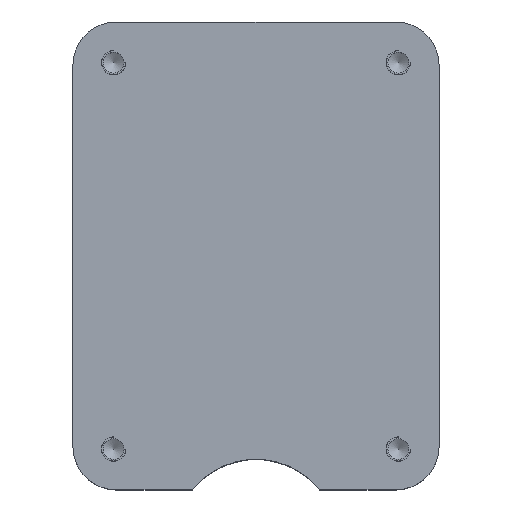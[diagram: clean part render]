
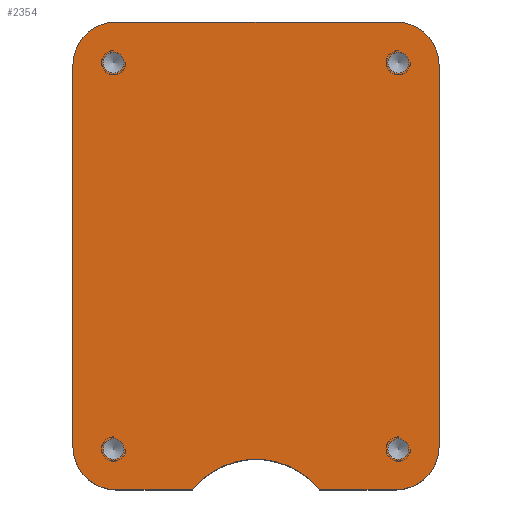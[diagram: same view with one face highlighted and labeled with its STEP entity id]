
A CAD part, top view. The second image highlights one B-rep face of the part: STEP entity #2354.
In plain terms, the highlighted planar face has unit normal (0, 0, 1).
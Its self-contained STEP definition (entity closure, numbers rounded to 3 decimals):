
#684=FACE_BOUND('',#4142,.T.);
#685=FACE_BOUND('',#4143,.T.);
#686=FACE_BOUND('',#4144,.T.);
#687=FACE_BOUND('',#4145,.T.);
#688=FACE_BOUND('',#4146,.T.);
#689=FACE_BOUND('',#4147,.T.);
#690=FACE_BOUND('',#4148,.T.);
#691=FACE_BOUND('',#4149,.T.);
#692=FACE_BOUND('',#4150,.T.);
#903=LINE('',#17978,#1628);
#904=LINE('',#17983,#1629);
#905=LINE('',#17988,#1630);
#906=LINE('',#17993,#1631);
#907=LINE('',#17998,#1632);
#908=LINE('',#18003,#1633);
#909=LINE('',#18007,#1634);
#910=LINE('',#18011,#1635);
#911=LINE('',#18015,#1636);
#912=LINE('',#18020,#1637);
#913=LINE('',#18025,#1638);
#914=LINE('',#18030,#1639);
#915=LINE('',#18035,#1640);
#1628=VECTOR('',#14581,1.);
#1629=VECTOR('',#14584,1.);
#1630=VECTOR('',#14589,1.);
#1631=VECTOR('',#14592,1.);
#1632=VECTOR('',#14597,1.);
#1633=VECTOR('',#14600,1.);
#1634=VECTOR('',#14603,1.);
#1635=VECTOR('',#14606,1.);
#1636=VECTOR('',#14609,1.);
#1637=VECTOR('',#14614,1.);
#1638=VECTOR('',#14617,1.);
#1639=VECTOR('',#14622,1.);
#1640=VECTOR('',#14625,1.);
#2354=ADVANCED_FACE('',(#684,#685,#686,#687,#688,#689,#690,#691,#692),#3145,
 .F.);
#3145=PLANE('',#13279);
#4142=EDGE_LOOP('',(#5561,#5562,#5563,#5564));
#4143=EDGE_LOOP('',(#5565));
#4144=EDGE_LOOP('',(#5566,#5567,#5568,#5569));
#4145=EDGE_LOOP('',(#5570));
#4146=EDGE_LOOP('',(#5571,#5572,#5573,#5574,#5575,#5576,#5577,#5578,#5579,
#5580));
#4147=EDGE_LOOP('',(#5581));
#4148=EDGE_LOOP('',(#5582,#5583,#5584,#5585));
#4149=EDGE_LOOP('',(#5586));
#4150=EDGE_LOOP('',(#5587,#5588,#5589,#5590));
#5561=ORIENTED_EDGE('',*,*,#10698,.F.);
#5562=ORIENTED_EDGE('',*,*,#10699,.T.);
#5563=ORIENTED_EDGE('',*,*,#10700,.F.);
#5564=ORIENTED_EDGE('',*,*,#10701,.F.);
#5565=ORIENTED_EDGE('',*,*,#10702,.T.);
#5566=ORIENTED_EDGE('',*,*,#10703,.F.);
#5567=ORIENTED_EDGE('',*,*,#10704,.T.);
#5568=ORIENTED_EDGE('',*,*,#10705,.F.);
#5569=ORIENTED_EDGE('',*,*,#10706,.F.);
#5570=ORIENTED_EDGE('',*,*,#10707,.T.);
#5571=ORIENTED_EDGE('',*,*,#10708,.F.);
#5572=ORIENTED_EDGE('',*,*,#10709,.T.);
#5573=ORIENTED_EDGE('',*,*,#10710,.F.);
#5574=ORIENTED_EDGE('',*,*,#10711,.T.);
#5575=ORIENTED_EDGE('',*,*,#10712,.F.);
#5576=ORIENTED_EDGE('',*,*,#10713,.T.);
#5577=ORIENTED_EDGE('',*,*,#10714,.F.);
#5578=ORIENTED_EDGE('',*,*,#10715,.T.);
#5579=ORIENTED_EDGE('',*,*,#10716,.T.);
#5580=ORIENTED_EDGE('',*,*,#10717,.T.);
#5581=ORIENTED_EDGE('',*,*,#10718,.T.);
#5582=ORIENTED_EDGE('',*,*,#10719,.F.);
#5583=ORIENTED_EDGE('',*,*,#10720,.T.);
#5584=ORIENTED_EDGE('',*,*,#10721,.F.);
#5585=ORIENTED_EDGE('',*,*,#10722,.F.);
#5586=ORIENTED_EDGE('',*,*,#10723,.T.);
#5587=ORIENTED_EDGE('',*,*,#10724,.F.);
#5588=ORIENTED_EDGE('',*,*,#10725,.T.);
#5589=ORIENTED_EDGE('',*,*,#10726,.F.);
#5590=ORIENTED_EDGE('',*,*,#10727,.F.);
#9449=VERTEX_POINT('',#17979);
#9450=VERTEX_POINT('',#17980);
#9451=VERTEX_POINT('',#17982);
#9452=VERTEX_POINT('',#17984);
#9453=VERTEX_POINT('',#17987);
#9454=VERTEX_POINT('',#17989);
#9455=VERTEX_POINT('',#17990);
#9456=VERTEX_POINT('',#17992);
#9457=VERTEX_POINT('',#17994);
#9458=VERTEX_POINT('',#17997);
#9459=VERTEX_POINT('',#17999);
#9460=VERTEX_POINT('',#18000);
#9461=VERTEX_POINT('',#18002);
#9462=VERTEX_POINT('',#18004);
#9463=VERTEX_POINT('',#18006);
#9464=VERTEX_POINT('',#18008);
#9465=VERTEX_POINT('',#18010);
#9466=VERTEX_POINT('',#18012);
#9467=VERTEX_POINT('',#18014);
#9468=VERTEX_POINT('',#18016);
#9469=VERTEX_POINT('',#18019);
#9470=VERTEX_POINT('',#18021);
#9471=VERTEX_POINT('',#18022);
#9472=VERTEX_POINT('',#18024);
#9473=VERTEX_POINT('',#18026);
#9474=VERTEX_POINT('',#18029);
#9475=VERTEX_POINT('',#18031);
#9476=VERTEX_POINT('',#18032);
#9477=VERTEX_POINT('',#18034);
#9478=VERTEX_POINT('',#18036);
#10698=EDGE_CURVE('',#9449,#9450,#903,.T.);
#10699=EDGE_CURVE('',#9449,#9451,#12637,.T.);
#10700=EDGE_CURVE('',#9452,#9451,#904,.T.);
#10701=EDGE_CURVE('',#9450,#9452,#12638,.T.);
#10702=EDGE_CURVE('',#9453,#9453,#12639,.T.);
#10703=EDGE_CURVE('',#9454,#9455,#905,.T.);
#10704=EDGE_CURVE('',#9454,#9456,#12640,.T.);
#10705=EDGE_CURVE('',#9457,#9456,#906,.T.);
#10706=EDGE_CURVE('',#9455,#9457,#12641,.T.);
#10707=EDGE_CURVE('',#9458,#9458,#12642,.T.);
#10708=EDGE_CURVE('',#9459,#9460,#907,.T.);
#10709=EDGE_CURVE('',#9459,#9461,#12643,.T.);
#10710=EDGE_CURVE('',#9462,#9461,#908,.T.);
#10711=EDGE_CURVE('',#9462,#9463,#12644,.T.);
#10712=EDGE_CURVE('',#9464,#9463,#909,.T.);
#10713=EDGE_CURVE('',#9464,#9465,#12645,.T.);
#10714=EDGE_CURVE('',#9466,#9465,#910,.T.);
#10715=EDGE_CURVE('',#9466,#9467,#12646,.T.);
#10716=EDGE_CURVE('',#9467,#9468,#911,.T.);
#10717=EDGE_CURVE('',#9468,#9460,#12647,.T.);
#10718=EDGE_CURVE('',#9469,#9469,#12648,.T.);
#10719=EDGE_CURVE('',#9470,#9471,#912,.T.);
#10720=EDGE_CURVE('',#9470,#9472,#12649,.T.);
#10721=EDGE_CURVE('',#9473,#9472,#913,.T.);
#10722=EDGE_CURVE('',#9471,#9473,#12650,.T.);
#10723=EDGE_CURVE('',#9474,#9474,#12651,.T.);
#10724=EDGE_CURVE('',#9475,#9476,#914,.T.);
#10725=EDGE_CURVE('',#9475,#9477,#12652,.T.);
#10726=EDGE_CURVE('',#9478,#9477,#915,.T.);
#10727=EDGE_CURVE('',#9476,#9478,#12653,.T.);
#12637=CIRCLE('',#13262,6.);
#12638=CIRCLE('',#13263,5.9);
#12639=CIRCLE('',#13264,5.1);
#12640=CIRCLE('',#13265,6.);
#12641=CIRCLE('',#13266,5.9);
#12642=CIRCLE('',#13267,5.1);
#12643=CIRCLE('',#13268,21.);
#12644=CIRCLE('',#13269,40.);
#12645=CIRCLE('',#13270,21.);
#12646=CIRCLE('',#13271,21.);
#12647=CIRCLE('',#13272,21.);
#12648=CIRCLE('',#13273,5.1);
#12649=CIRCLE('',#13274,6.);
#12650=CIRCLE('',#13275,5.9);
#12651=CIRCLE('',#13276,5.1);
#12652=CIRCLE('',#13277,6.);
#12653=CIRCLE('',#13278,5.9);
#13262=AXIS2_PLACEMENT_3D('',#17981,#14582,#14583);
#13263=AXIS2_PLACEMENT_3D('',#17985,#14585,#14586);
#13264=AXIS2_PLACEMENT_3D('',#17986,#14587,#14588);
#13265=AXIS2_PLACEMENT_3D('',#17991,#14590,#14591);
#13266=AXIS2_PLACEMENT_3D('',#17995,#14593,#14594);
#13267=AXIS2_PLACEMENT_3D('',#17996,#14595,#14596);
#13268=AXIS2_PLACEMENT_3D('',#18001,#14598,#14599);
#13269=AXIS2_PLACEMENT_3D('',#18005,#14601,#14602);
#13270=AXIS2_PLACEMENT_3D('',#18009,#14604,#14605);
#13271=AXIS2_PLACEMENT_3D('',#18013,#14607,#14608);
#13272=AXIS2_PLACEMENT_3D('',#18017,#14610,#14611);
#13273=AXIS2_PLACEMENT_3D('',#18018,#14612,#14613);
#13274=AXIS2_PLACEMENT_3D('',#18023,#14615,#14616);
#13275=AXIS2_PLACEMENT_3D('',#18027,#14618,#14619);
#13276=AXIS2_PLACEMENT_3D('',#18028,#14620,#14621);
#13277=AXIS2_PLACEMENT_3D('',#18033,#14623,#14624);
#13278=AXIS2_PLACEMENT_3D('',#18037,#14626,#14627);
#13279=AXIS2_PLACEMENT_3D('',#18038,#14628,#14629);
#14581=DIRECTION('',(-1.,0.,0.));
#14582=DIRECTION('',(0.,0.,-1.));
#14583=DIRECTION('',(-1.,0.,0.));
#14584=DIRECTION('',(0.,1.,0.));
#14585=DIRECTION('',(0.,0.,-1.));
#14586=DIRECTION('',(-1.,0.,0.));
#14587=DIRECTION('',(0.,0.,-1.));
#14588=DIRECTION('',(-1.,0.,0.));
#14589=DIRECTION('',(-1.,0.,0.));
#14590=DIRECTION('',(0.,0.,-1.));
#14591=DIRECTION('',(-1.,0.,0.));
#14592=DIRECTION('',(0.,1.,0.));
#14593=DIRECTION('',(0.,0.,-1.));
#14594=DIRECTION('',(-1.,0.,0.));
#14595=DIRECTION('',(0.,0.,-1.));
#14596=DIRECTION('',(-1.,0.,0.));
#14597=DIRECTION('',(0.,1.,0.));
#14598=DIRECTION('',(0.,0.,1.));
#14599=DIRECTION('',(1.,0.,0.));
#14600=DIRECTION('',(-1.,0.,0.));
#14601=DIRECTION('',(0.,0.,-1.));
#14602=DIRECTION('',(-1.,0.,0.));
#14603=DIRECTION('',(-1.,0.,0.));
#14604=DIRECTION('',(0.,0.,1.));
#14605=DIRECTION('',(1.,0.,0.));
#14606=DIRECTION('',(0.,-1.,0.));
#14607=DIRECTION('',(0.,0.,1.));
#14608=DIRECTION('',(1.,0.,0.));
#14609=DIRECTION('',(-1.,0.,0.));
#14610=DIRECTION('',(0.,0.,1.));
#14611=DIRECTION('',(1.,0.,0.));
#14612=DIRECTION('',(0.,0.,-1.));
#14613=DIRECTION('',(-1.,0.,0.));
#14614=DIRECTION('',(-1.,0.,0.));
#14615=DIRECTION('',(0.,0.,-1.));
#14616=DIRECTION('',(-1.,0.,0.));
#14617=DIRECTION('',(0.,1.,0.));
#14618=DIRECTION('',(0.,0.,-1.));
#14619=DIRECTION('',(-1.,0.,0.));
#14620=DIRECTION('',(0.,0.,-1.));
#14621=DIRECTION('',(-1.,0.,0.));
#14622=DIRECTION('',(-1.,0.,0.));
#14623=DIRECTION('',(0.,0.,-1.));
#14624=DIRECTION('',(-1.,0.,0.));
#14625=DIRECTION('',(0.,1.,0.));
#14626=DIRECTION('',(0.,0.,-1.));
#14627=DIRECTION('',(-1.,0.,0.));
#14628=DIRECTION('',(0.,0.,-1.));
#14629=DIRECTION('',(-1.,0.,0.));
#17978=CARTESIAN_POINT('',(-17.5,-80.,53.));
#17979=CARTESIAN_POINT('',(58.5,-80.,53.));
#17980=CARTESIAN_POINT('',(58.4,-80.,53.));
#17981=CARTESIAN_POINT('',(52.5,-80.,53.));
#17982=CARTESIAN_POINT('',(52.5,-74.,53.));
#17983=CARTESIAN_POINT('',(52.5,-5.012,53.));
#17984=CARTESIAN_POINT('',(52.5,-74.1,53.));
#17985=CARTESIAN_POINT('',(52.5,-80.,53.));
#17986=CARTESIAN_POINT('',(52.5,-80.,53.));
#17987=CARTESIAN_POINT('',(47.4,-80.,53.));
#17988=CARTESIAN_POINT('',(-17.5,110.,53.));
#17989=CARTESIAN_POINT('',(-81.5,110.,53.));
#17990=CARTESIAN_POINT('',(-81.6,110.,53.));
#17991=CARTESIAN_POINT('',(-87.5,110.,53.));
#17992=CARTESIAN_POINT('',(-87.5,116.,53.));
#17993=CARTESIAN_POINT('',(-87.5,-5.012,53.));
#17994=CARTESIAN_POINT('',(-87.5,115.9,53.));
#17995=CARTESIAN_POINT('',(-87.5,110.,53.));
#17996=CARTESIAN_POINT('',(-87.5,110.,53.));
#17997=CARTESIAN_POINT('',(-92.6,110.,53.));
#17998=CARTESIAN_POINT('',(-107.5,-5.012,53.));
#17999=CARTESIAN_POINT('',(-107.5,-79.,53.));
#18000=CARTESIAN_POINT('',(-107.5,109.,53.));
#18001=CARTESIAN_POINT('',(-86.5,-79.,53.));
#18002=CARTESIAN_POINT('',(-86.5,-100.,53.));
#18003=CARTESIAN_POINT('',(-17.5,-100.,53.));
#18004=CARTESIAN_POINT('',(-48.725,-100.,53.));
#18005=CARTESIAN_POINT('',(-17.5,-125.,53.));
#18006=CARTESIAN_POINT('',(13.725,-100.,53.));
#18007=CARTESIAN_POINT('',(-17.5,-100.,53.));
#18008=CARTESIAN_POINT('',(51.5,-100.,53.));
#18009=CARTESIAN_POINT('',(51.5,-79.,53.));
#18010=CARTESIAN_POINT('',(72.5,-79.,53.));
#18011=CARTESIAN_POINT('',(72.5,-5.012,53.));
#18012=CARTESIAN_POINT('',(72.5,109.,53.));
#18013=CARTESIAN_POINT('',(51.5,109.,53.));
#18014=CARTESIAN_POINT('',(51.5,130.,53.));
#18015=CARTESIAN_POINT('',(-17.5,130.,53.));
#18016=CARTESIAN_POINT('',(-86.5,130.,53.));
#18017=CARTESIAN_POINT('',(-86.5,109.,53.));
#18018=CARTESIAN_POINT('',(52.5,110.,53.));
#18019=CARTESIAN_POINT('',(47.4,110.,53.));
#18020=CARTESIAN_POINT('',(-17.5,110.,53.));
#18021=CARTESIAN_POINT('',(58.5,110.,53.));
#18022=CARTESIAN_POINT('',(58.4,110.,53.));
#18023=CARTESIAN_POINT('',(52.5,110.,53.));
#18024=CARTESIAN_POINT('',(52.5,116.,53.));
#18025=CARTESIAN_POINT('',(52.5,-5.012,53.));
#18026=CARTESIAN_POINT('',(52.5,115.9,53.));
#18027=CARTESIAN_POINT('',(52.5,110.,53.));
#18028=CARTESIAN_POINT('',(-87.5,-80.,53.));
#18029=CARTESIAN_POINT('',(-92.6,-80.,53.));
#18030=CARTESIAN_POINT('',(-17.5,-80.,53.));
#18031=CARTESIAN_POINT('',(-81.5,-80.,53.));
#18032=CARTESIAN_POINT('',(-81.6,-80.,53.));
#18033=CARTESIAN_POINT('',(-87.5,-80.,53.));
#18034=CARTESIAN_POINT('',(-87.5,-74.,53.));
#18035=CARTESIAN_POINT('',(-87.5,-5.012,53.));
#18036=CARTESIAN_POINT('',(-87.5,-74.1,53.));
#18037=CARTESIAN_POINT('',(-87.5,-80.,53.));
#18038=CARTESIAN_POINT('',(-17.5,-5.012,53.));
